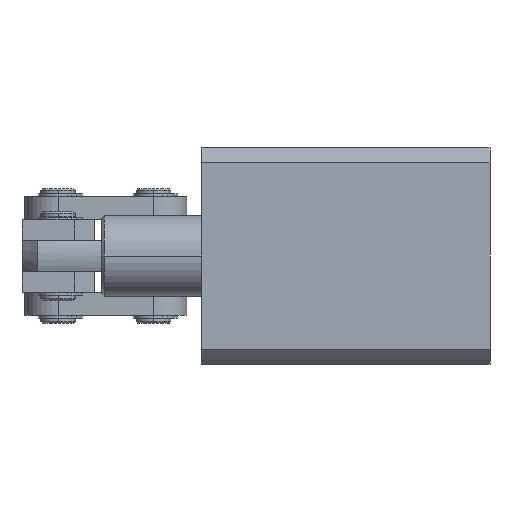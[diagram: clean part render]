
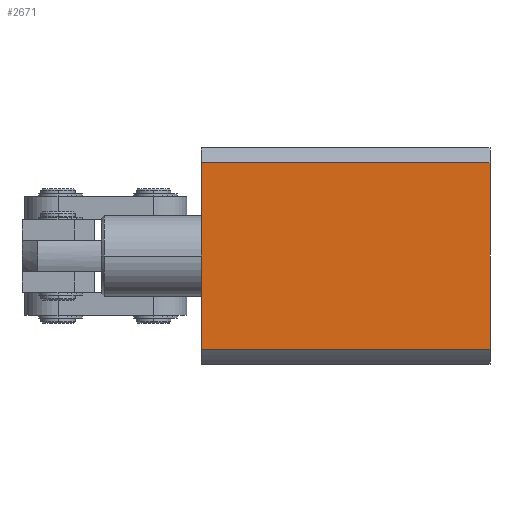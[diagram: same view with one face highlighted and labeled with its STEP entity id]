
A CAD part, left-side view. The second image highlights one B-rep face of the part: STEP entity #2671.
In plain terms, the highlighted planar face has unit normal (-1, 0, 0).
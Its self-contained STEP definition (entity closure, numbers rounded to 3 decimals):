
#363 = ORIENTED_EDGE ( 'NONE', *, *, #907, .T. ) ;
#413 = LINE ( 'NONE', #6144, #7763 ) ;
#907 = EDGE_CURVE ( 'NONE', #5244, #3697, #9473, .T. ) ;
#1788 = EDGE_LOOP ( 'NONE', ( #16339, #17624, #8237, #363 ) ) ;
#2047 = CARTESIAN_POINT ( 'NONE',  ( -37.505, 0., -32.305 ) ) ;
#2671 = ADVANCED_FACE ( 'NONE', ( #11235 ), #15442, .T. ) ;
#3000 = CARTESIAN_POINT ( 'NONE',  ( -37.505, 100., -32.305 ) ) ;
#3207 = CARTESIAN_POINT ( 'NONE',  ( -37.505, 0., -32.305 ) ) ;
#3697 = VERTEX_POINT ( 'NONE', #3000 ) ;
#3703 = VECTOR ( 'NONE', #8860, 1000. ) ;
#3866 = VERTEX_POINT ( 'NONE', #11716 ) ;
#4581 = DIRECTION ( 'NONE',  ( 0., 0., 1. ) ) ;
#4695 = DIRECTION ( 'NONE',  ( 0., 0., 1. ) ) ;
#5244 = VERTEX_POINT ( 'NONE', #5541 ) ;
#5312 = VERTEX_POINT ( 'NONE', #7041 ) ;
#5541 = CARTESIAN_POINT ( 'NONE',  ( -37.505, 100., 32.305 ) ) ;
#5542 = AXIS2_PLACEMENT_3D ( 'NONE', #3207, #12780, #4581 ) ;
#6144 = CARTESIAN_POINT ( 'NONE',  ( -37.505, 0., -32.305 ) ) ;
#6302 = VECTOR ( 'NONE', #8846, 1000. ) ;
#6734 = LINE ( 'NONE', #13796, #9940 ) ;
#6956 = DIRECTION ( 'NONE',  ( 0., 1., 0. ) ) ;
#7041 = CARTESIAN_POINT ( 'NONE',  ( -37.505, 0., -32.305 ) ) ;
#7763 = VECTOR ( 'NONE', #4695, 1000. ) ;
#8237 = ORIENTED_EDGE ( 'NONE', *, *, #11031, .T. ) ;
#8846 = DIRECTION ( 'NONE',  ( 0., 0., -1. ) ) ;
#8860 = DIRECTION ( 'NONE',  ( 0., -1., 0. ) ) ;
#9473 = LINE ( 'NONE', #9512, #6302 ) ;
#9512 = CARTESIAN_POINT ( 'NONE',  ( -37.505, 100., -32.305 ) ) ;
#9940 = VECTOR ( 'NONE', #6956, 1000. ) ;
#10952 = LINE ( 'NONE', #2047, #3703 ) ;
#11031 = EDGE_CURVE ( 'NONE', #3866, #5244, #6734, .T. ) ;
#11235 = FACE_OUTER_BOUND ( 'NONE', #1788, .T. ) ;
#11716 = CARTESIAN_POINT ( 'NONE',  ( -37.505, 0., 32.305 ) ) ;
#12031 = EDGE_CURVE ( 'NONE', #5312, #3866, #413, .T. ) ;
#12090 = EDGE_CURVE ( 'NONE', #3697, #5312, #10952, .T. ) ;
#12780 = DIRECTION ( 'NONE',  ( -1., 0., 0. ) ) ;
#13796 = CARTESIAN_POINT ( 'NONE',  ( -37.505, 0., 32.305 ) ) ;
#15442 = PLANE ( 'NONE',  #5542 ) ;
#16339 = ORIENTED_EDGE ( 'NONE', *, *, #12090, .T. ) ;
#17624 = ORIENTED_EDGE ( 'NONE', *, *, #12031, .T. ) ;
